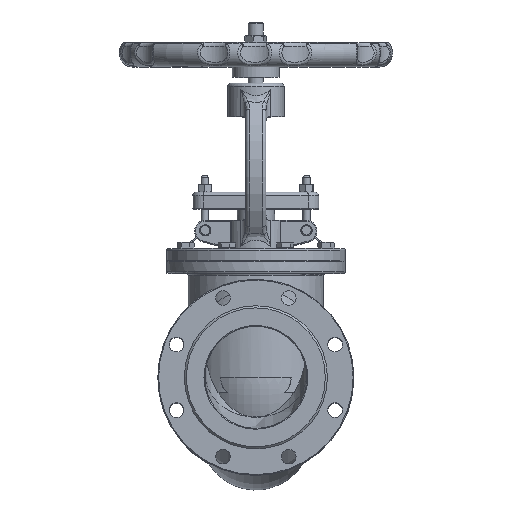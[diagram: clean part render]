
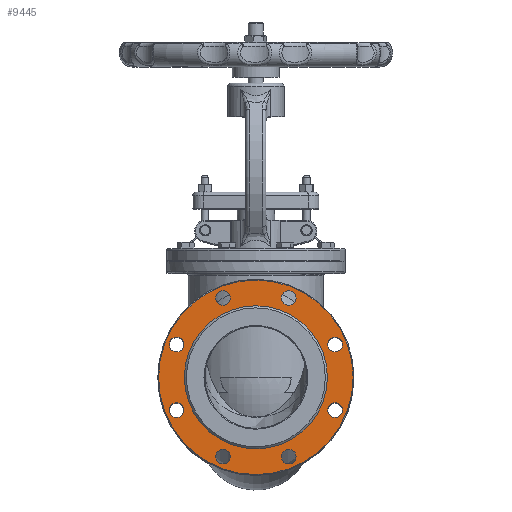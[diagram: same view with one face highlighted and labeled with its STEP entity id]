
A CAD part, top view. The second image highlights one B-rep face of the part: STEP entity #9445.
In plain terms, the highlighted planar face has unit normal (0, 0, 1).
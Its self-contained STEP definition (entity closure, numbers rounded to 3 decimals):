
#389=FACE_BOUND('',#2923,.T.);
#390=FACE_BOUND('',#2924,.T.);
#391=FACE_BOUND('',#2925,.T.);
#392=FACE_BOUND('',#2926,.T.);
#393=FACE_BOUND('',#2927,.T.);
#394=FACE_BOUND('',#2928,.T.);
#395=FACE_BOUND('',#2929,.T.);
#396=FACE_BOUND('',#2930,.T.);
#397=FACE_BOUND('',#2931,.T.);
#1304=CIRCLE('',#10300,119.);
#1305=CIRCLE('',#10302,87.5);
#1306=CIRCLE('',#10303,9.);
#1307=CIRCLE('',#10304,9.);
#1308=CIRCLE('',#10305,9.);
#1309=CIRCLE('',#10306,9.);
#1310=CIRCLE('',#10307,9.);
#1311=CIRCLE('',#10308,9.);
#1312=CIRCLE('',#10309,9.);
#1313=CIRCLE('',#10310,9.);
#1857=PLANE('',#10301);
#2276=FACE_OUTER_BOUND('',#2922,.T.);
#2922=EDGE_LOOP('',(#6690));
#2923=EDGE_LOOP('',(#6691));
#2924=EDGE_LOOP('',(#6692));
#2925=EDGE_LOOP('',(#6693));
#2926=EDGE_LOOP('',(#6694));
#2927=EDGE_LOOP('',(#6695));
#2928=EDGE_LOOP('',(#6696));
#2929=EDGE_LOOP('',(#6697));
#2930=EDGE_LOOP('',(#6698));
#2931=EDGE_LOOP('',(#6699));
#3985=VERTEX_POINT('',#17384);
#3986=VERTEX_POINT('',#17388);
#3987=VERTEX_POINT('',#17390);
#3988=VERTEX_POINT('',#17392);
#3989=VERTEX_POINT('',#17394);
#3990=VERTEX_POINT('',#17396);
#3991=VERTEX_POINT('',#17398);
#3992=VERTEX_POINT('',#17400);
#3993=VERTEX_POINT('',#17402);
#3994=VERTEX_POINT('',#17404);
#4947=EDGE_CURVE('',#3985,#3985,#1304,.T.);
#4949=EDGE_CURVE('',#3986,#3986,#1305,.T.);
#4950=EDGE_CURVE('',#3987,#3987,#1306,.T.);
#4951=EDGE_CURVE('',#3988,#3988,#1307,.T.);
#4952=EDGE_CURVE('',#3989,#3989,#1308,.T.);
#4953=EDGE_CURVE('',#3990,#3990,#1309,.T.);
#4954=EDGE_CURVE('',#3991,#3991,#1310,.T.);
#4955=EDGE_CURVE('',#3992,#3992,#1311,.T.);
#4956=EDGE_CURVE('',#3993,#3993,#1312,.T.);
#4957=EDGE_CURVE('',#3994,#3994,#1313,.T.);
#6690=ORIENTED_EDGE('',*,*,#4947,.F.);
#6691=ORIENTED_EDGE('',*,*,#4949,.F.);
#6692=ORIENTED_EDGE('',*,*,#4950,.T.);
#6693=ORIENTED_EDGE('',*,*,#4951,.T.);
#6694=ORIENTED_EDGE('',*,*,#4952,.T.);
#6695=ORIENTED_EDGE('',*,*,#4953,.T.);
#6696=ORIENTED_EDGE('',*,*,#4954,.T.);
#6697=ORIENTED_EDGE('',*,*,#4955,.T.);
#6698=ORIENTED_EDGE('',*,*,#4956,.T.);
#6699=ORIENTED_EDGE('',*,*,#4957,.T.);
#9445=ADVANCED_FACE('',(#2276,#389,#390,#391,#392,#393,#394,#395,#396,#397),
#1857,.T.);
#10300=AXIS2_PLACEMENT_3D('',#17385,#11831,#11832);
#10301=AXIS2_PLACEMENT_3D('',#17387,#11834,#11835);
#10302=AXIS2_PLACEMENT_3D('',#17389,#11836,#11837);
#10303=AXIS2_PLACEMENT_3D('',#17391,#11838,#11839);
#10304=AXIS2_PLACEMENT_3D('',#17393,#11840,#11841);
#10305=AXIS2_PLACEMENT_3D('',#17395,#11842,#11843);
#10306=AXIS2_PLACEMENT_3D('',#17397,#11844,#11845);
#10307=AXIS2_PLACEMENT_3D('',#17399,#11846,#11847);
#10308=AXIS2_PLACEMENT_3D('',#17401,#11848,#11849);
#10309=AXIS2_PLACEMENT_3D('',#17403,#11850,#11851);
#10310=AXIS2_PLACEMENT_3D('',#17405,#11852,#11853);
#11831=DIRECTION('center_axis',(0.,0.,-1.));
#11832=DIRECTION('ref_axis',(-1.,0.,0.));
#11834=DIRECTION('center_axis',(0.,0.,1.));
#11835=DIRECTION('ref_axis',(1.,0.,0.));
#11836=DIRECTION('center_axis',(0.,0.,1.));
#11837=DIRECTION('ref_axis',(-1.,0.,0.));
#11838=DIRECTION('center_axis',(0.,0.,-1.));
#11839=DIRECTION('ref_axis',(-1.,0.,0.));
#11840=DIRECTION('center_axis',(0.,0.,-1.));
#11841=DIRECTION('ref_axis',(-1.,0.,0.));
#11842=DIRECTION('center_axis',(0.,0.,-1.));
#11843=DIRECTION('ref_axis',(-1.,0.,0.));
#11844=DIRECTION('center_axis',(0.,0.,-1.));
#11845=DIRECTION('ref_axis',(-1.,0.,0.));
#11846=DIRECTION('center_axis',(0.,0.,-1.));
#11847=DIRECTION('ref_axis',(-1.,0.,0.));
#11848=DIRECTION('center_axis',(0.,0.,-1.));
#11849=DIRECTION('ref_axis',(-1.,0.,0.));
#11850=DIRECTION('center_axis',(0.,0.,-1.));
#11851=DIRECTION('ref_axis',(-1.,0.,0.));
#11852=DIRECTION('center_axis',(0.,0.,-1.));
#11853=DIRECTION('ref_axis',(-1.,0.,0.));
#17384=CARTESIAN_POINT('',(119.,0.,25.));
#17385=CARTESIAN_POINT('Origin',(0.,0.,25.));
#17387=CARTESIAN_POINT('Origin',(0.,0.,25.));
#17388=CARTESIAN_POINT('',(87.5,0.,25.));
#17389=CARTESIAN_POINT('Origin',(0.,0.,25.));
#17390=CARTESIAN_POINT('',(106.007,-40.182,25.));
#17391=CARTESIAN_POINT('Origin',(97.007,-40.182,25.));
#17392=CARTESIAN_POINT('',(106.007,40.182,25.));
#17393=CARTESIAN_POINT('Origin',(97.007,40.182,25.));
#17394=CARTESIAN_POINT('',(49.182,97.007,25.));
#17395=CARTESIAN_POINT('Origin',(40.182,97.007,25.));
#17396=CARTESIAN_POINT('',(-31.182,97.007,25.));
#17397=CARTESIAN_POINT('Origin',(-40.182,97.007,25.));
#17398=CARTESIAN_POINT('',(-88.007,40.182,25.));
#17399=CARTESIAN_POINT('Origin',(-97.007,40.182,25.));
#17400=CARTESIAN_POINT('',(-88.007,-40.182,25.));
#17401=CARTESIAN_POINT('Origin',(-97.007,-40.182,25.));
#17402=CARTESIAN_POINT('',(-31.182,-97.007,25.));
#17403=CARTESIAN_POINT('Origin',(-40.182,-97.007,25.));
#17404=CARTESIAN_POINT('',(49.182,-97.007,25.));
#17405=CARTESIAN_POINT('Origin',(40.182,-97.007,25.));
